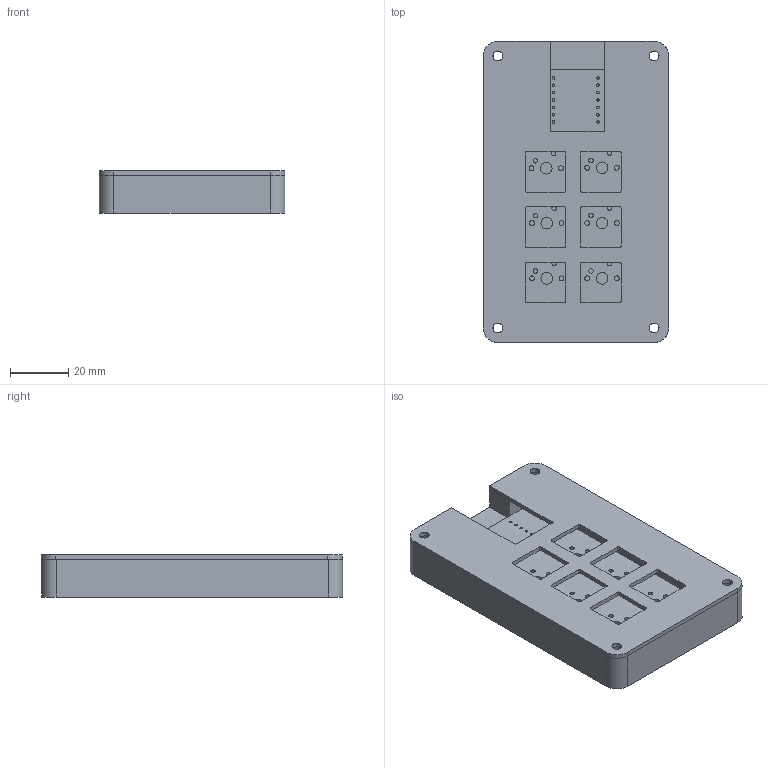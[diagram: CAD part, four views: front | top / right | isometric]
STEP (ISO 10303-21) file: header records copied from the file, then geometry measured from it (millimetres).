
FILE_DESCRIPTION(/* description */ (''),/* implementation_level */ '2;1');
FILE_NAME(/* name */ 'NewMacroBoardFinal.step',/* time_stamp */ '2026-01-24T23:08:36-08:00',/* author */ (''),/* organization */ (''),/* preprocessor_version */ 'ST-DEVELOPER v20.1',/* originating_system */ 'Autodesk Translation Framework v14.21.0.0',/* authorisation */ '');
FILE_SCHEMA (('AUTOMOTIVE_DESIGN { 1 0 10303 214 3 1 1 }'));
Length unit declared in the file: millimetre
Products named in the file (5): 2026-01-24-22-36-50-891; 2026-01-22-11-10-20-369; 2026-01-22-12-45-44-759; IshanMacroPad 1; IshanMacroPad_PCB
Assembly tree (4 placements, depth 3):
  2026-01-24-22-36-50-891
    2026-01-22-11-10-20-369
    2026-01-22-12-45-44-759
    IshanMacroPad 1
      IshanMacroPad_PCB
Bounding box: 63.9 x 103.73 x 14.5 mm (x, y, z)
Volume: 59449.1 mm3; surface area: 38795.4 mm2
Topology: 3 solids, 3 shells, 522 faces, 1467 edges, 978 vertices
Faces by surface type: bspline 280, plane 154, cylinder 88
Full cylindrical faces by diameter (mm): 0.889 x14, 1.5 x12, 1.7 x12, 3.4 x8, 4 x6, 6 x4
Entity records: 19823 total; most frequent: CARTESIAN_POINT 7736, ORIENTED_EDGE 2934, DIRECTION 1585, EDGE_CURVE 1467, VERTEX_POINT 978, LINE 731, VECTOR 731, EDGE_LOOP 665
